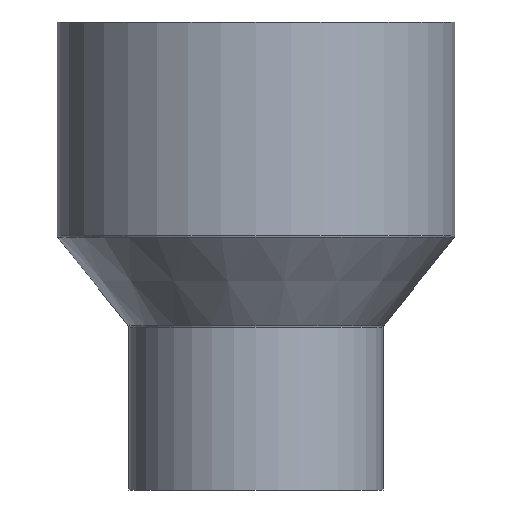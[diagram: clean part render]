
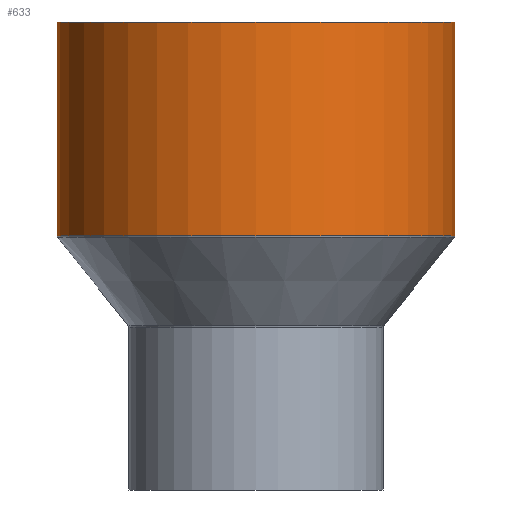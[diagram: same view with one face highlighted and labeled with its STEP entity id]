
A CAD part, front view. The second image highlights one B-rep face of the part: STEP entity #633.
In plain terms, the highlighted cylindrical face has radius 125 mm (diameter 250 mm), a partial arc.
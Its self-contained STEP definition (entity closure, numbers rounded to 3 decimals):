
#5 = VERTEX_POINT ( 'NONE', #512 ) ;
#19 = DIRECTION ( 'NONE',  ( 0., 0., -1. ) ) ;
#74 = LINE ( 'NONE', #631, #533 ) ;
#122 = LINE ( 'NONE', #473, #290 ) ;
#140 = EDGE_CURVE ( 'NONE', #5, #220, #449, .T. ) ;
#153 = CARTESIAN_POINT ( 'NONE',  ( -125., 0., 157.96 ) ) ;
#219 = DIRECTION ( 'NONE',  ( -1., 0., 0. ) ) ;
#220 = VERTEX_POINT ( 'NONE', #645 ) ;
#240 = ORIENTED_EDGE ( 'NONE', *, *, #622, .F. ) ;
#250 = CYLINDRICAL_SURFACE ( 'NONE', #268, 125. ) ;
#252 = ORIENTED_EDGE ( 'NONE', *, *, #140, .F. ) ;
#261 = CARTESIAN_POINT ( 'NONE',  ( 0., 0., 157.96 ) ) ;
#268 = AXIS2_PLACEMENT_3D ( 'NONE', #638, #298, #648 ) ;
#273 = CARTESIAN_POINT ( 'NONE',  ( 125., 0., 157.96 ) ) ;
#290 = VECTOR ( 'NONE', #19, 1000. ) ;
#298 = DIRECTION ( 'NONE',  ( 0., 0., -1. ) ) ;
#316 = AXIS2_PLACEMENT_3D ( 'NONE', #261, #558, #508 ) ;
#397 = ORIENTED_EDGE ( 'NONE', *, *, #469, .T. ) ;
#424 = VERTEX_POINT ( 'NONE', #153 ) ;
#436 = EDGE_LOOP ( 'NONE', ( #240, #397, #524, #252 ) ) ;
#442 = VERTEX_POINT ( 'NONE', #273 ) ;
#449 = CIRCLE ( 'NONE', #550, 125. ) ;
#467 = CARTESIAN_POINT ( 'NONE',  ( 0., 0., 23.664 ) ) ;
#469 = EDGE_CURVE ( 'NONE', #442, #424, #511, .T. ) ;
#473 = CARTESIAN_POINT ( 'NONE',  ( 125., 0., -16.533 ) ) ;
#474 = DIRECTION ( 'NONE',  ( 0., 0., -1. ) ) ;
#476 = DIRECTION ( 'NONE',  ( 0., 0., -1. ) ) ;
#492 = FACE_OUTER_BOUND ( 'NONE', #436, .T. ) ;
#508 = DIRECTION ( 'NONE',  ( -1., 0., 0. ) ) ;
#511 = CIRCLE ( 'NONE', #316, 125. ) ;
#512 = CARTESIAN_POINT ( 'NONE',  ( 125., 0., 23.664 ) ) ;
#524 = ORIENTED_EDGE ( 'NONE', *, *, #594, .T. ) ;
#533 = VECTOR ( 'NONE', #476, 1000. ) ;
#550 = AXIS2_PLACEMENT_3D ( 'NONE', #467, #474, #219 ) ;
#558 = DIRECTION ( 'NONE',  ( 0., 0., -1. ) ) ;
#594 = EDGE_CURVE ( 'NONE', #424, #220, #74, .T. ) ;
#622 = EDGE_CURVE ( 'NONE', #442, #5, #122, .T. ) ;
#631 = CARTESIAN_POINT ( 'NONE',  ( -125., 0., -16.533 ) ) ;
#633 = ADVANCED_FACE ( 'NONE', ( #492 ), #250, .T. ) ;
#638 = CARTESIAN_POINT ( 'NONE',  ( 0., 0., -16.533 ) ) ;
#645 = CARTESIAN_POINT ( 'NONE',  ( -125., 0., 23.664 ) ) ;
#648 = DIRECTION ( 'NONE',  ( -1., 0., 0. ) ) ;
